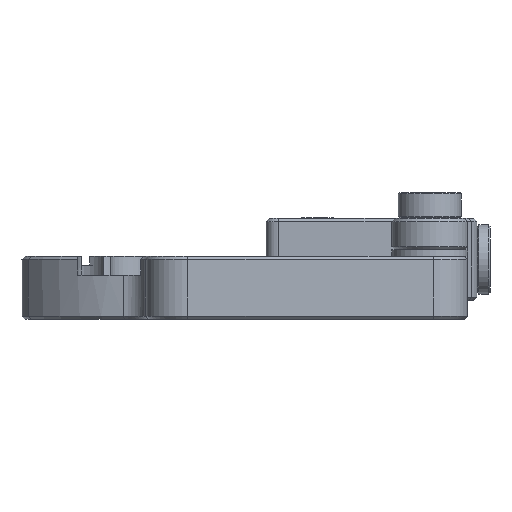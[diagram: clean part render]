
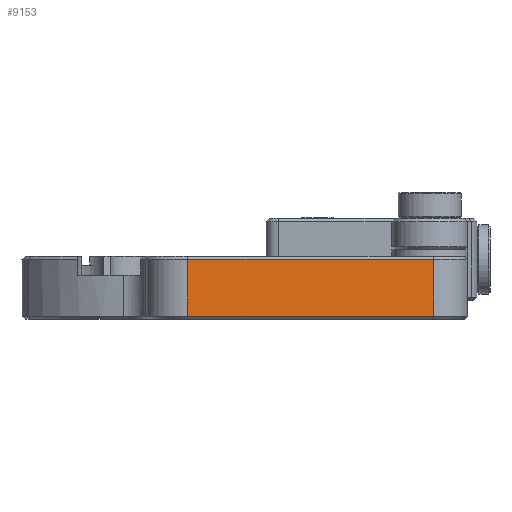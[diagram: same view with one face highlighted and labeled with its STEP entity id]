
A CAD part, left-side view. The second image highlights one B-rep face of the part: STEP entity #9153.
In plain terms, the highlighted planar face has unit normal (-0.995, -0.104, 0).
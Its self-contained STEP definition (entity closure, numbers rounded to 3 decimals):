
#1591=FACE_OUTER_BOUND('',#2164,.T.);
#2164=EDGE_LOOP('',(#8251,#8252,#8253,#8254));
#2888=LINE('',#23746,#3600);
#2891=LINE('',#23754,#3603);
#2896=LINE('',#23766,#3608);
#2897=LINE('',#23768,#3609);
#3600=VECTOR('',#12540,10.);
#3603=VECTOR('',#12549,10.);
#3608=VECTOR('',#12566,10.);
#3609=VECTOR('',#12569,10.);
#4315=VERTEX_POINT('',#23133);
#4394=VERTEX_POINT('',#23547);
#4441=VERTEX_POINT('',#23742);
#4443=VERTEX_POINT('',#23752);
#5736=EDGE_CURVE('',#4441,#4315,#2888,.T.);
#5740=EDGE_CURVE('',#4394,#4443,#2891,.T.);
#5746=EDGE_CURVE('',#4443,#4441,#2896,.T.);
#5747=EDGE_CURVE('',#4394,#4315,#2897,.T.);
#8251=ORIENTED_EDGE('',*,*,#5736,.T.);
#8252=ORIENTED_EDGE('',*,*,#5747,.F.);
#8253=ORIENTED_EDGE('',*,*,#5740,.T.);
#8254=ORIENTED_EDGE('',*,*,#5746,.T.);
#8639=PLANE('',#10149);
#9153=ADVANCED_FACE('',(#1591),#8639,.F.);
#10149=AXIS2_PLACEMENT_3D('',#23767,#12567,#12568);
#12540=DIRECTION('',(0.105,-0.995,0.));
#12549=DIRECTION('',(-0.105,0.995,0.));
#12566=DIRECTION('',(0.,0.,-1.));
#12567=DIRECTION('center_axis',(0.995,0.105,0.));
#12568=DIRECTION('ref_axis',(0.105,-0.995,0.));
#12569=DIRECTION('',(0.,0.,-1.));
#23133=CARTESIAN_POINT('',(-26.759,-0.301,60.008));
#23547=CARTESIAN_POINT('',(-26.759,-0.301,64.508));
#23742=CARTESIAN_POINT('',(-28.803,19.139,60.008));
#23746=CARTESIAN_POINT('',(-28.49,16.162,60.008));
#23752=CARTESIAN_POINT('',(-28.803,19.139,64.508));
#23754=CARTESIAN_POINT('',(-28.903,20.098,64.508));
#23766=CARTESIAN_POINT('',(-28.803,19.139,64.758));
#23767=CARTESIAN_POINT('Origin',(-28.85,19.59,64.758));
#23768=CARTESIAN_POINT('',(-26.759,-0.301,64.758));
